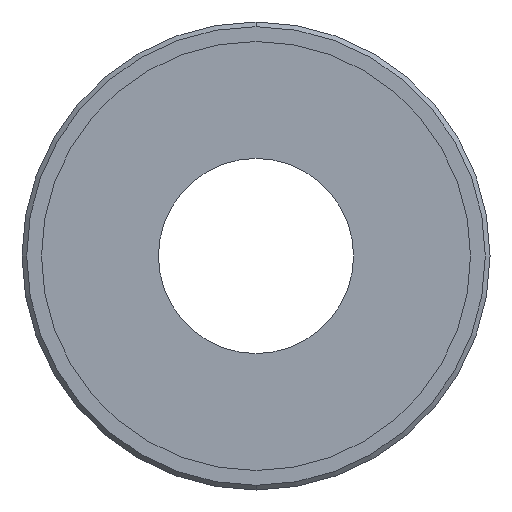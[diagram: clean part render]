
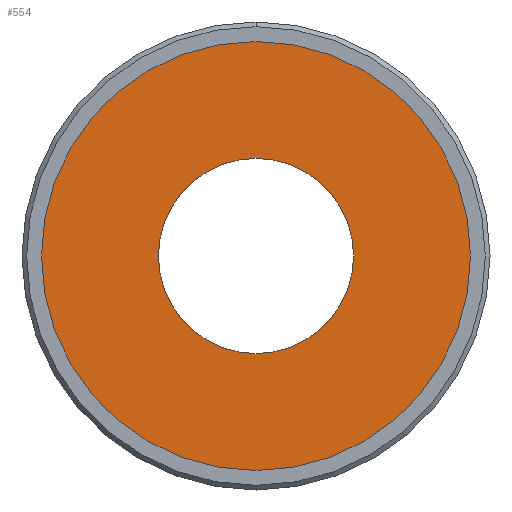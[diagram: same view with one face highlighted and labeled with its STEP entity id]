
A CAD part, front view. The second image highlights one B-rep face of the part: STEP entity #554.
In plain terms, the highlighted planar face has unit normal (0, -1, 0).
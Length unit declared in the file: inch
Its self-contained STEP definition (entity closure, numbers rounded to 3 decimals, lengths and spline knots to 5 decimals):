
#25 = AXIS2_PLACEMENT_3D ( 'NONE', #2258, #2054, #2035 ) ;
#157 = ORIENTED_EDGE ( 'NONE', *, *, #597, .T. ) ;
#330 = EDGE_CURVE ( 'NONE', #679, #390, #1544, .T. ) ;
#390 = VERTEX_POINT ( 'NONE', #1440 ) ;
#553 = DIRECTION ( 'NONE',  ( 0., -1., 0. ) ) ;
#554 = ADVANCED_FACE ( 'NONE', ( #1624, #2114 ), #2073, .T. ) ;
#597 = EDGE_CURVE ( 'NONE', #1998, #864, #1513, .T. ) ;
#620 = EDGE_LOOP ( 'NONE', ( #157, #1735 ) ) ;
#679 = VERTEX_POINT ( 'NONE', #976 ) ;
#689 = DIRECTION ( 'NONE',  ( 0., -1., 0. ) ) ;
#796 = DIRECTION ( 'NONE',  ( 0., 0., -1. ) ) ;
#861 = DIRECTION ( 'NONE',  ( 0., 0., -1. ) ) ;
#864 = VERTEX_POINT ( 'NONE', #1739 ) ;
#869 = CIRCLE ( 'NONE', #1246, 0.6254 ) ;
#930 = EDGE_LOOP ( 'NONE', ( #1759, #1207 ) ) ;
#976 = CARTESIAN_POINT ( 'NONE',  ( 0., -0.045, 0.6254 ) ) ;
#1207 = ORIENTED_EDGE ( 'NONE', *, *, #1629, .F. ) ;
#1229 = DIRECTION ( 'NONE',  ( 0., 0., -1. ) ) ;
#1246 = AXIS2_PLACEMENT_3D ( 'NONE', #1419, #1851, #861 ) ;
#1303 = CIRCLE ( 'NONE', #1490, 1.375 ) ;
#1419 = CARTESIAN_POINT ( 'NONE',  ( 0., -0.045, 0. ) ) ;
#1440 = CARTESIAN_POINT ( 'NONE',  ( 0., -0.045, -0.6254 ) ) ;
#1490 = AXIS2_PLACEMENT_3D ( 'NONE', #2323, #553, #1229 ) ;
#1501 = CARTESIAN_POINT ( 'NONE',  ( 0., -0.045, 0. ) ) ;
#1513 = CIRCLE ( 'NONE', #25, 1.375 ) ;
#1544 = CIRCLE ( 'NONE', #1585, 0.6254 ) ;
#1585 = AXIS2_PLACEMENT_3D ( 'NONE', #1782, #689, #1976 ) ;
#1624 = FACE_BOUND ( 'NONE', #930, .T. ) ;
#1629 = EDGE_CURVE ( 'NONE', #390, #679, #869, .T. ) ;
#1652 = AXIS2_PLACEMENT_3D ( 'NONE', #1501, #1832, #796 ) ;
#1678 = EDGE_CURVE ( 'NONE', #864, #1998, #1303, .T. ) ;
#1735 = ORIENTED_EDGE ( 'NONE', *, *, #1678, .T. ) ;
#1739 = CARTESIAN_POINT ( 'NONE',  ( 1.375, -0.045, 0. ) ) ;
#1759 = ORIENTED_EDGE ( 'NONE', *, *, #330, .F. ) ;
#1782 = CARTESIAN_POINT ( 'NONE',  ( 0., -0.045, 0. ) ) ;
#1832 = DIRECTION ( 'NONE',  ( 0., -1., 0. ) ) ;
#1851 = DIRECTION ( 'NONE',  ( 0., -1., 0. ) ) ;
#1941 = CARTESIAN_POINT ( 'NONE',  ( -1.375, -0.045, 0. ) ) ;
#1976 = DIRECTION ( 'NONE',  ( 0., 0., -1. ) ) ;
#1998 = VERTEX_POINT ( 'NONE', #1941 ) ;
#2035 = DIRECTION ( 'NONE',  ( 0., 0., -1. ) ) ;
#2054 = DIRECTION ( 'NONE',  ( 0., -1., 0. ) ) ;
#2073 = PLANE ( 'NONE',  #1652 ) ;
#2114 = FACE_OUTER_BOUND ( 'NONE', #620, .T. ) ;
#2258 = CARTESIAN_POINT ( 'NONE',  ( 0., -0.045, 0. ) ) ;
#2323 = CARTESIAN_POINT ( 'NONE',  ( 0., -0.045, 0. ) ) ;
